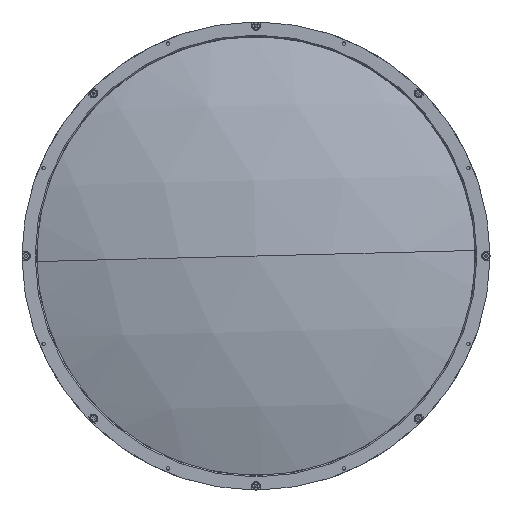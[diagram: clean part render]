
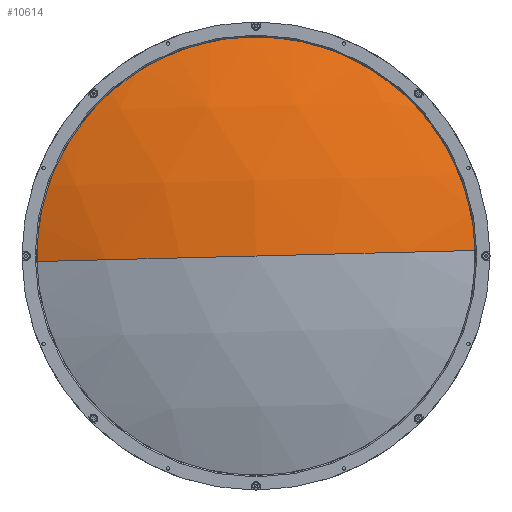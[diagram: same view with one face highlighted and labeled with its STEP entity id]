
A CAD part, left-side view. The second image highlights one B-rep face of the part: STEP entity #10614.
In plain terms, the highlighted spherical face has radius 465.458 mm.
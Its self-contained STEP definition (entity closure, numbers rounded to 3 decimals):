
#64 = CARTESIAN_POINT ( 'NONE',  ( 462.258, 0., 0. ) ) ;
#1791 = CIRCLE ( 'NONE', #10706, 465.458 ) ;
#3299 = DIRECTION ( 'NONE',  ( -1., 0., 0. ) ) ;
#3388 = EDGE_CURVE ( 'NONE', #6070, #10928, #7913, .T. ) ;
#3541 = DIRECTION ( 'NONE',  ( 0., -1., 0.025 ) ) ;
#4046 = FACE_OUTER_BOUND ( 'NONE', #7909, .T. ) ;
#4072 = EDGE_CURVE ( 'NONE', #6070, #7535, #6266, .T. ) ;
#4744 = EDGE_CURVE ( 'NONE', #10928, #7535, #1791, .T. ) ;
#5118 = ORIENTED_EDGE ( 'NONE', *, *, #4744, .T. ) ;
#6070 = VERTEX_POINT ( 'NONE', #11470 ) ;
#6266 = CIRCLE ( 'NONE', #7638, 465.458 ) ;
#6356 = CARTESIAN_POINT ( 'NONE',  ( 462.258, 0., 0. ) ) ;
#6702 = CARTESIAN_POINT ( 'NONE',  ( 462.258, 0., 0. ) ) ;
#6729 = SPHERICAL_SURFACE ( 'NONE', #9787, 465.458 ) ;
#6934 = DIRECTION ( 'NONE',  ( 0., 0.025, 1. ) ) ;
#7484 = CARTESIAN_POINT ( 'NONE',  ( 25.901, 161.948, -4.088 ) ) ;
#7511 = DIRECTION ( 'NONE',  ( 0., -1., 0.025 ) ) ;
#7535 = VERTEX_POINT ( 'NONE', #12846 ) ;
#7638 = AXIS2_PLACEMENT_3D ( 'NONE', #6702, #14706, #7872 ) ;
#7872 = DIRECTION ( 'NONE',  ( 0., 1., -0.025 ) ) ;
#7909 = EDGE_LOOP ( 'NONE', ( #9867, #5118, #9936 ) ) ;
#7913 = CIRCLE ( 'NONE', #11252, 162. ) ;
#9787 = AXIS2_PLACEMENT_3D ( 'NONE', #64, #6934, #3541 ) ;
#9867 = ORIENTED_EDGE ( 'NONE', *, *, #3388, .T. ) ;
#9936 = ORIENTED_EDGE ( 'NONE', *, *, #4072, .F. ) ;
#10148 = CARTESIAN_POINT ( 'NONE',  ( 25.901, 0., 0. ) ) ;
#10614 = ADVANCED_FACE ( 'NONE', ( #4046 ), #6729, .T. ) ;
#10706 = AXIS2_PLACEMENT_3D ( 'NONE', #6356, #14361, #7511 ) ;
#10928 = VERTEX_POINT ( 'NONE', #7484 ) ;
#11252 = AXIS2_PLACEMENT_3D ( 'NONE', #10148, #3299, #11305 ) ;
#11305 = DIRECTION ( 'NONE',  ( 0., 0.025, 1. ) ) ;
#11470 = CARTESIAN_POINT ( 'NONE',  ( 25.901, -161.948, 4.088 ) ) ;
#12846 = CARTESIAN_POINT ( 'NONE',  ( -3.2, 0., 0. ) ) ;
#14361 = DIRECTION ( 'NONE',  ( 0., 0.025, 1. ) ) ;
#14706 = DIRECTION ( 'NONE',  ( 0., -0.025, -1. ) ) ;
